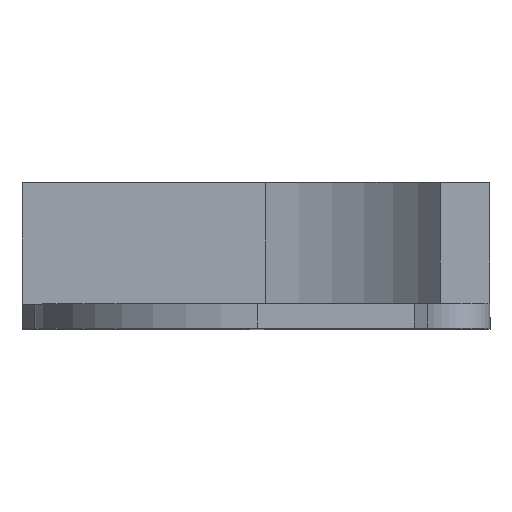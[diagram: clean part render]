
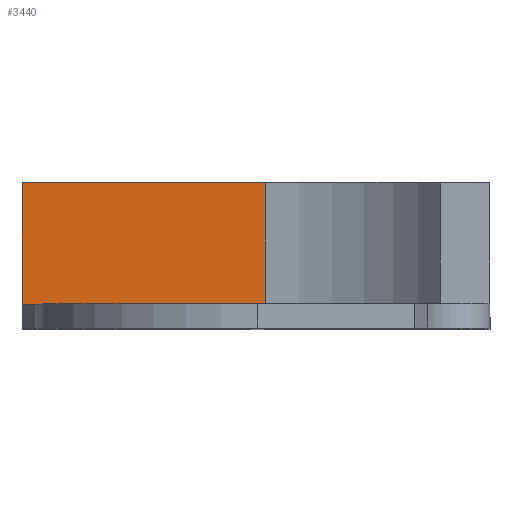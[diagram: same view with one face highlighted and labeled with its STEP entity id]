
A CAD part, top view. The second image highlights one B-rep face of the part: STEP entity #3440.
In plain terms, the highlighted planar face has unit normal (-0.035, 0, 0.999).
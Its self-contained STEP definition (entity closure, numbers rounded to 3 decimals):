
#232 = VERTEX_POINT ( 'NONE', #4836 ) ;
#1625 = LINE ( 'NONE', #2128, #5833 ) ;
#1626 = LINE ( 'NONE', #5688, #5574 ) ;
#1744 = ORIENTED_EDGE ( 'NONE', *, *, #6058, .T. ) ;
#1994 = PLANE ( 'NONE',  #3463 ) ;
#1999 = EDGE_CURVE ( 'NONE', #4693, #232, #1625, .T. ) ;
#2128 = CARTESIAN_POINT ( 'NONE',  ( 1.064, 2.809, -29.925 ) ) ;
#2228 = CARTESIAN_POINT ( 'NONE',  ( 4.145, 2.809, -29.816 ) ) ;
#2379 = VECTOR ( 'NONE', #4580, 1000. ) ;
#2394 = DIRECTION ( 'NONE',  ( -0.999, 0., -0.036 ) ) ;
#2548 = ORIENTED_EDGE ( 'NONE', *, *, #5215, .T. ) ;
#3055 = LINE ( 'NONE', #4549, #2379 ) ;
#3082 = CARTESIAN_POINT ( 'NONE',  ( -15.79, -7.191, -30.525 ) ) ;
#3439 = CARTESIAN_POINT ( 'NONE',  ( 4.145, -23.353, -29.816 ) ) ;
#3440 = ADVANCED_FACE ( 'NONE', ( #4535 ), #1994, .F. ) ;
#3463 = AXIS2_PLACEMENT_3D ( 'NONE', #3439, #4030, #2394 ) ;
#3709 = ORIENTED_EDGE ( 'NONE', *, *, #1999, .T. ) ;
#3951 = DIRECTION ( 'NONE',  ( 0.999, 0., 0.036 ) ) ;
#4030 = DIRECTION ( 'NONE',  ( 0.036, 0., -0.999 ) ) ;
#4161 = DIRECTION ( 'NONE',  ( -0.999, 0., -0.036 ) ) ;
#4408 = VECTOR ( 'NONE', #3951, 1000. ) ;
#4535 = FACE_OUTER_BOUND ( 'NONE', #5748, .T. ) ;
#4549 = CARTESIAN_POINT ( 'NONE',  ( 4.145, -23.353, -29.816 ) ) ;
#4580 = DIRECTION ( 'NONE',  ( 0., 1., 0. ) ) ;
#4693 = VERTEX_POINT ( 'NONE', #2228 ) ;
#4836 = CARTESIAN_POINT ( 'NONE',  ( -15.79, 2.809, -30.525 ) ) ;
#4923 = LINE ( 'NONE', #5914, #4408 ) ;
#5014 = EDGE_CURVE ( 'NONE', #6548, #232, #1626, .T. ) ;
#5056 = VERTEX_POINT ( 'NONE', #5934 ) ;
#5169 = DIRECTION ( 'NONE',  ( 0., 1., 0. ) ) ;
#5215 = EDGE_CURVE ( 'NONE', #5056, #4693, #3055, .T. ) ;
#5574 = VECTOR ( 'NONE', #5169, 1000. ) ;
#5688 = CARTESIAN_POINT ( 'NONE',  ( -15.79, -23.353, -30.525 ) ) ;
#5748 = EDGE_LOOP ( 'NONE', ( #1744, #2548, #3709, #6004 ) ) ;
#5833 = VECTOR ( 'NONE', #4161, 1000. ) ;
#5914 = CARTESIAN_POINT ( 'NONE',  ( 4.145, -7.191, -29.816 ) ) ;
#5934 = CARTESIAN_POINT ( 'NONE',  ( 4.145, -7.191, -29.816 ) ) ;
#6004 = ORIENTED_EDGE ( 'NONE', *, *, #5014, .F. ) ;
#6058 = EDGE_CURVE ( 'NONE', #6548, #5056, #4923, .T. ) ;
#6548 = VERTEX_POINT ( 'NONE', #3082 ) ;
